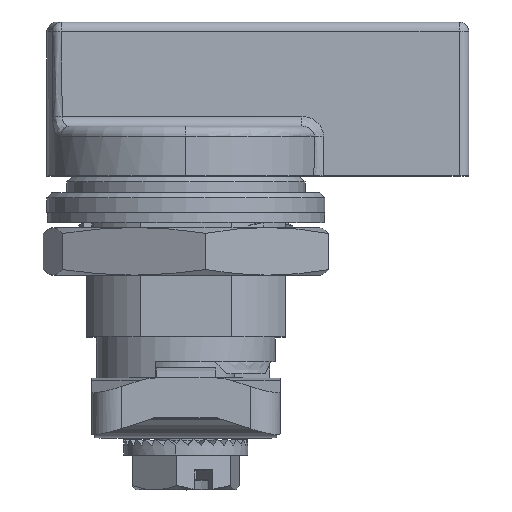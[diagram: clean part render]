
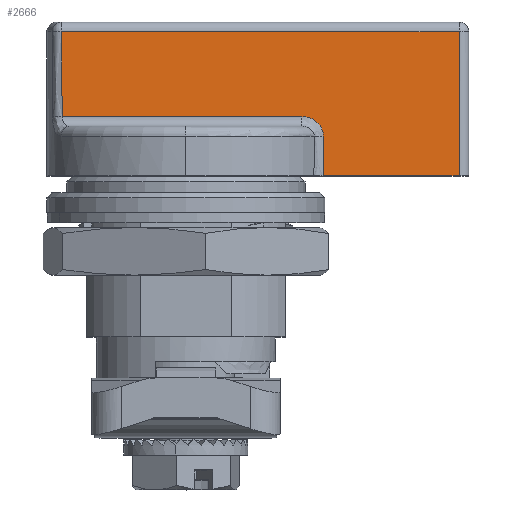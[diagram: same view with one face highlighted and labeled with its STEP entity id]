
A CAD part, top view. The second image highlights one B-rep face of the part: STEP entity #2666.
In plain terms, the highlighted planar face has unit normal (0, 0.023, 1).
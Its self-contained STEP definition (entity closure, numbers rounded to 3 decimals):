
#556 = VERTEX_POINT ( 'NONE', #7458 ) ;
#677 = CARTESIAN_POINT ( 'NONE',  ( -12.514, 12.223, 4.522 ) ) ;
#780 = VERTEX_POINT ( 'NONE', #677 ) ;
#835 = CARTESIAN_POINT ( 'NONE',  ( 13.548, 2.72, 4.737 ) ) ;
#837 = PLANE ( 'NONE',  #6432 ) ;
#1015 = CARTESIAN_POINT ( 'NONE',  ( 13.85, 1.677, 4.76 ) ) ;
#1260 = CARTESIAN_POINT ( 'NONE',  ( 28.5, 12.223, 4.522 ) ) ;
#1392 = EDGE_CURVE ( 'NONE', #8281, #780, #12289, .T. ) ;
#1518 = EDGE_CURVE ( 'NONE', #780, #556, #3880, .T. ) ;
#1863 = CARTESIAN_POINT ( 'NONE',  ( 27.5, -2.3, 4.85 ) ) ;
#1884 = CARTESIAN_POINT ( 'NONE',  ( -12.458, 3.677, 4.715 ) ) ;
#2021 = VECTOR ( 'NONE', #6179, 1000. ) ;
#2035 = CARTESIAN_POINT ( 'NONE',  ( 12.98, 3.31, 4.723 ) ) ;
#2508 = CARTESIAN_POINT ( 'NONE',  ( 28.5, 3.677, 4.715 ) ) ;
#2666 = ADVANCED_FACE ( 'NONE', ( #11867 ), #837, .F. ) ;
#3103 = CARTESIAN_POINT ( 'NONE',  ( -12.514, 12.223, 4.522 ) ) ;
#3256 = CARTESIAN_POINT ( 'NONE',  ( 11.953, 3.677, 4.715 ) ) ;
#3479 = LINE ( 'NONE', #8390, #6552 ) ;
#3857 = DIRECTION ( 'NONE',  ( -1., 0., 0. ) ) ;
#3880 =( BOUNDED_CURVE ( )  B_SPLINE_CURVE ( 3, ( #3103, #8011, #12915, #1884 ),
 .UNSPECIFIED., .F., .T. ) 
 B_SPLINE_CURVE_WITH_KNOTS ( ( 4, 4 ),
 ( 4.987, 5.002 ),
 .UNSPECIFIED. ) 
 CURVE ( )  GEOMETRIC_REPRESENTATION_ITEM ( )  RATIONAL_B_SPLINE_CURVE ( ( 1., 1., 1., 1. ) ) 
 REPRESENTATION_ITEM ( '' )  );
#3946 = EDGE_CURVE ( 'NONE', #556, #10211, #13532, .T. ) ;
#4431 = CARTESIAN_POINT ( 'NONE',  ( 13.812, -2.3, 4.85 ) ) ;
#4539 = CARTESIAN_POINT ( 'NONE',  ( 13.837, 1.955, 4.754 ) ) ;
#4785 = CARTESIAN_POINT ( 'NONE',  ( 13.812, -2.3, 4.85 ) ) ;
#5056 = EDGE_CURVE ( 'NONE', #10211, #15121, #5777, .T. ) ;
#5189 = VERTEX_POINT ( 'NONE', #4785 ) ;
#5343 = ORIENTED_EDGE ( 'NONE', *, *, #3946, .T. ) ;
#5572 = VERTEX_POINT ( 'NONE', #1863 ) ;
#5638 = CARTESIAN_POINT ( 'NONE',  ( 13.85, 1.677, 4.76 ) ) ;
#5744 = CARTESIAN_POINT ( 'NONE',  ( 13.62, 2.601, 4.739 ) ) ;
#5747 = CARTESIAN_POINT ( 'NONE',  ( 28.5, 13.2, 4.5 ) ) ;
#5777 = B_SPLINE_CURVE_WITH_KNOTS ( 'NONE', 3,
 ( #14265, #3256, #8158, #13061, #2035, #6949, #11865, #835, #5744, #10658, #15546, #4539, #9452, #14346 ),
 .UNSPECIFIED., .F., .F.,
 ( 4, 2, 2, 2, 2, 2, 4 ),
 ( 0., 0.001, 0.002, 0.002, 0.002, 0.003, 0.003 ),
 .UNSPECIFIED. ) ;
#6179 = DIRECTION ( 'NONE',  ( -1., 0., 0. ) ) ;
#6432 = AXIS2_PLACEMENT_3D ( 'NONE', #5747, #10660, #15549 ) ;
#6552 = VECTOR ( 'NONE', #13293, 1000. ) ;
#6949 = CARTESIAN_POINT ( 'NONE',  ( 13.291, 3.037, 4.729 ) ) ;
#7119 = EDGE_CURVE ( 'NONE', #5572, #8281, #3479, .T. ) ;
#7258 = VECTOR ( 'NONE', #3857, 1000. ) ;
#7426 = DIRECTION ( 'NONE',  ( 1., 0., 0. ) ) ;
#7458 = CARTESIAN_POINT ( 'NONE',  ( -12.458, 3.677, 4.715 ) ) ;
#8011 = CARTESIAN_POINT ( 'NONE',  ( -12.496, 9.368, 4.587 ) ) ;
#8062 = ORIENTED_EDGE ( 'NONE', *, *, #10978, .T. ) ;
#8158 = CARTESIAN_POINT ( 'NONE',  ( 12.223, 3.632, 4.716 ) ) ;
#8281 = VERTEX_POINT ( 'NONE', #9537 ) ;
#8390 = CARTESIAN_POINT ( 'NONE',  ( 27.5, 13.2, 4.5 ) ) ;
#8497 = CARTESIAN_POINT ( 'NONE',  ( 11.677, 3.677, 4.715 ) ) ;
#8931 = ORIENTED_EDGE ( 'NONE', *, *, #7119, .T. ) ;
#9096 = ORIENTED_EDGE ( 'NONE', *, *, #5056, .T. ) ;
#9345 = ORIENTED_EDGE ( 'NONE', *, *, #11218, .F. ) ;
#9452 = CARTESIAN_POINT ( 'NONE',  ( 13.851, 1.816, 4.757 ) ) ;
#9537 = CARTESIAN_POINT ( 'NONE',  ( 27.5, 12.223, 4.522 ) ) ;
#9973 = LINE ( 'NONE', #14873, #7258 ) ;
#10211 = VERTEX_POINT ( 'NONE', #8497 ) ;
#10270 = VECTOR ( 'NONE', #7426, 1000. ) ;
#10551 = CARTESIAN_POINT ( 'NONE',  ( 13.838, 0.35, 4.79 ) ) ;
#10658 = CARTESIAN_POINT ( 'NONE',  ( 13.735, 2.352, 4.745 ) ) ;
#10660 = DIRECTION ( 'NONE',  ( 0., -0.023, -1. ) ) ;
#10978 = EDGE_CURVE ( 'NONE', #15121, #5189, #12043, .T. ) ;
#11218 = EDGE_CURVE ( 'NONE', #5572, #5189, #9973, .T. ) ;
#11865 = CARTESIAN_POINT ( 'NONE',  ( 13.383, 2.937, 4.732 ) ) ;
#11867 = FACE_OUTER_BOUND ( 'NONE', #15769, .T. ) ;
#12043 =( BOUNDED_CURVE ( )  B_SPLINE_CURVE ( 3, ( #5638, #10551, #15436, #4431 ),
 .UNSPECIFIED., .F., .T. ) 
 B_SPLINE_CURVE_WITH_KNOTS ( ( 4, 4 ),
 ( 5.107, 5.113 ),
 .UNSPECIFIED. ) 
 CURVE ( )  GEOMETRIC_REPRESENTATION_ITEM ( )  RATIONAL_B_SPLINE_CURVE ( ( 1., 1., 1., 1. ) ) 
 REPRESENTATION_ITEM ( '' )  );
#12289 = LINE ( 'NONE', #1260, #2021 ) ;
#12915 = CARTESIAN_POINT ( 'NONE',  ( -12.477, 6.519, 4.651 ) ) ;
#13061 = CARTESIAN_POINT ( 'NONE',  ( 12.742, 3.447, 4.72 ) ) ;
#13293 = DIRECTION ( 'NONE',  ( 0., 1., -0.023 ) ) ;
#13346 = ORIENTED_EDGE ( 'NONE', *, *, #1518, .T. ) ;
#13532 = LINE ( 'NONE', #2508, #10270 ) ;
#14065 = ORIENTED_EDGE ( 'NONE', *, *, #1392, .T. ) ;
#14265 = CARTESIAN_POINT ( 'NONE',  ( 11.677, 3.677, 4.715 ) ) ;
#14346 = CARTESIAN_POINT ( 'NONE',  ( 13.85, 1.677, 4.76 ) ) ;
#14873 = CARTESIAN_POINT ( 'NONE',  ( 28.5, -2.3, 4.85 ) ) ;
#15121 = VERTEX_POINT ( 'NONE', #1015 ) ;
#15436 = CARTESIAN_POINT ( 'NONE',  ( 13.825, -0.976, 4.82 ) ) ;
#15546 = CARTESIAN_POINT ( 'NONE',  ( 13.778, 2.223, 4.748 ) ) ;
#15549 = DIRECTION ( 'NONE',  ( 0., -1., 0.023 ) ) ;
#15769 = EDGE_LOOP ( 'NONE', ( #9096, #8062, #9345, #8931, #14065, #13346, #5343 ) ) ;
